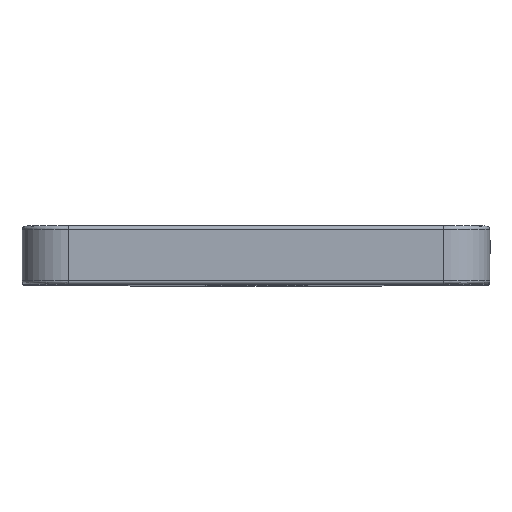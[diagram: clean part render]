
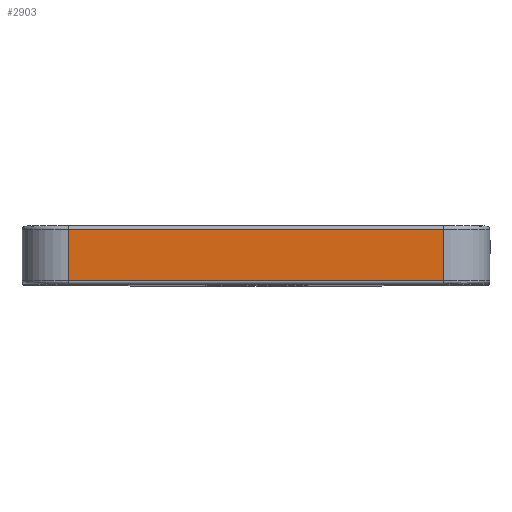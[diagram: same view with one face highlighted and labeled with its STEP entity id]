
A CAD part, top view. The second image highlights one B-rep face of the part: STEP entity #2903.
In plain terms, the highlighted planar face has unit normal (0, 0, 1).
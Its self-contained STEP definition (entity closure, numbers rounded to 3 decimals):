
#316 = LINE ( 'NONE', #5183, #4012 ) ;
#318 = CARTESIAN_POINT ( 'NONE',  ( -16., -4.7, 60. ) ) ;
#401 = VERTEX_POINT ( 'NONE', #2818 ) ;
#515 = VECTOR ( 'NONE', #2550, 1000. ) ;
#579 = FACE_OUTER_BOUND ( 'NONE', #710, .T. ) ;
#589 = LINE ( 'NONE', #4126, #515 ) ;
#697 = VECTOR ( 'NONE', #2041, 1000. ) ;
#710 = EDGE_LOOP ( 'NONE', ( #2343, #1645, #1283, #2278 ) ) ;
#776 = CARTESIAN_POINT ( 'NONE',  ( -20., -5., 60. ) ) ;
#852 = CARTESIAN_POINT ( 'NONE',  ( -20., -4.7, 60. ) ) ;
#1283 = ORIENTED_EDGE ( 'NONE', *, *, #2153, .F. ) ;
#1645 = ORIENTED_EDGE ( 'NONE', *, *, #4493, .T. ) ;
#2004 = LINE ( 'NONE', #2443, #697 ) ;
#2041 = DIRECTION ( 'NONE',  ( 1., 0., 0. ) ) ;
#2153 = EDGE_CURVE ( 'NONE', #401, #2408, #589, .T. ) ;
#2278 = ORIENTED_EDGE ( 'NONE', *, *, #2998, .F. ) ;
#2343 = ORIENTED_EDGE ( 'NONE', *, *, #2710, .T. ) ;
#2380 = DIRECTION ( 'NONE',  ( 0., -1., 0. ) ) ;
#2408 = VERTEX_POINT ( 'NONE', #2808 ) ;
#2413 = VERTEX_POINT ( 'NONE', #318 ) ;
#2443 = CARTESIAN_POINT ( 'NONE',  ( -20., -0.3, 60. ) ) ;
#2550 = DIRECTION ( 'NONE',  ( 0., -1., 0. ) ) ;
#2710 = EDGE_CURVE ( 'NONE', #3984, #2413, #316, .T. ) ;
#2808 = CARTESIAN_POINT ( 'NONE',  ( 16., -4.7, 60. ) ) ;
#2818 = CARTESIAN_POINT ( 'NONE',  ( 16., -0.3, 60. ) ) ;
#2903 = ADVANCED_FACE ( 'NONE', ( #579 ), #5248, .T. ) ;
#2998 = EDGE_CURVE ( 'NONE', #3984, #401, #2004, .T. ) ;
#3407 = DIRECTION ( 'NONE',  ( 1., 0., 0. ) ) ;
#3491 = VECTOR ( 'NONE', #3407, 1000. ) ;
#3659 = AXIS2_PLACEMENT_3D ( 'NONE', #776, #4963, #5301 ) ;
#3984 = VERTEX_POINT ( 'NONE', #5135 ) ;
#4012 = VECTOR ( 'NONE', #2380, 1000. ) ;
#4126 = CARTESIAN_POINT ( 'NONE',  ( 16., -5., 60. ) ) ;
#4493 = EDGE_CURVE ( 'NONE', #2413, #2408, #5214, .T. ) ;
#4963 = DIRECTION ( 'NONE',  ( 0., 0., 1. ) ) ;
#5135 = CARTESIAN_POINT ( 'NONE',  ( -16., -0.3, 60. ) ) ;
#5183 = CARTESIAN_POINT ( 'NONE',  ( -16., -5., 60. ) ) ;
#5214 = LINE ( 'NONE', #852, #3491 ) ;
#5248 = PLANE ( 'NONE',  #3659 ) ;
#5301 = DIRECTION ( 'NONE',  ( 0., -1., 0. ) ) ;
